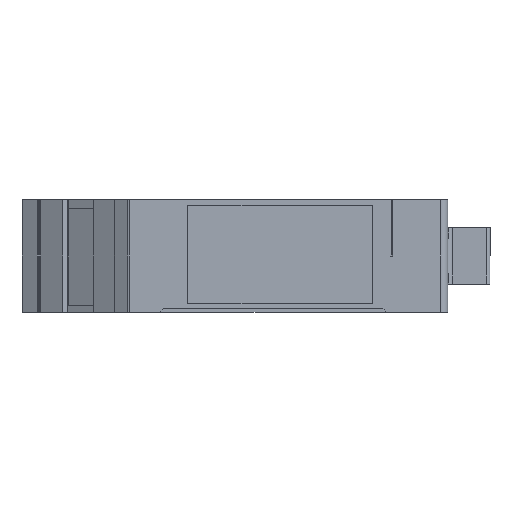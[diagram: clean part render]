
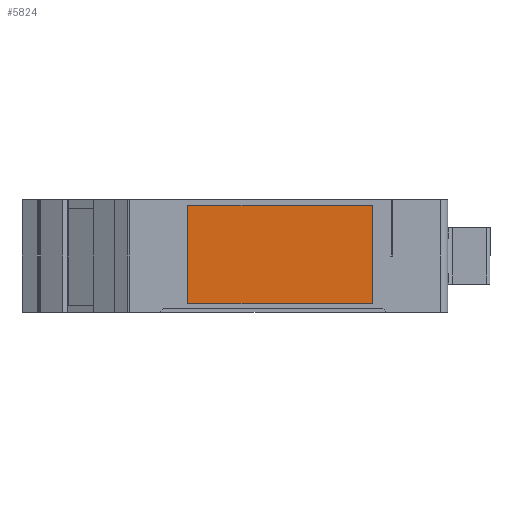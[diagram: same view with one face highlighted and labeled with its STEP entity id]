
A CAD part, left-side view. The second image highlights one B-rep face of the part: STEP entity #5824.
In plain terms, the highlighted planar face has unit normal (-1, 0, 0).
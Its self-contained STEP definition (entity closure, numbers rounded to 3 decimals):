
#382 = CARTESIAN_POINT ( 'NONE',  ( -58.017, 19.535, 13.545 ) ) ;
#582 = CARTESIAN_POINT ( 'NONE',  ( -58.017, 23.534, 99.56 ) ) ;
#923 = DIRECTION ( 'NONE',  ( 0., 0., -1. ) ) ;
#927 = CARTESIAN_POINT ( 'NONE',  ( -58.017, 19.535, -0.455 ) ) ;
#1523 = DIRECTION ( 'NONE',  ( 0., 0., 1. ) ) ;
#1524 = CARTESIAN_POINT ( 'NONE',  ( -58.017, 32.694, 13.545 ) ) ;
#1774 = EDGE_LOOP ( 'NONE', ( #6387, #8178, #3704, #4699 ) ) ;
#1805 = CARTESIAN_POINT ( 'NONE',  ( -58.017, 19.535, -0.355 ) ) ;
#1923 = LINE ( 'NONE', #6467, #9000 ) ;
#2042 = VECTOR ( 'NONE', #3680, 1000. ) ;
#2432 = DIRECTION ( 'NONE',  ( 0., -1., 0. ) ) ;
#2511 = VECTOR ( 'NONE', #2432, 1000. ) ;
#2561 = VECTOR ( 'NONE', #5909, 1000. ) ;
#2629 = FACE_OUTER_BOUND ( 'NONE', #1774, .T. ) ;
#2810 = LINE ( 'NONE', #1524, #2511 ) ;
#3557 = EDGE_CURVE ( 'NONE', #7232, #11167, #2810, .T. ) ;
#3680 = DIRECTION ( 'NONE',  ( 0., 0., 1. ) ) ;
#3704 = ORIENTED_EDGE ( 'NONE', *, *, #7953, .T. ) ;
#3811 = EDGE_CURVE ( 'NONE', #11167, #11717, #1923, .T. ) ;
#4699 = ORIENTED_EDGE ( 'NONE', *, *, #3811, .F. ) ;
#4806 = LINE ( 'NONE', #1805, #2042 ) ;
#5824 = ADVANCED_FACE ( 'NONE', ( #2629 ), #10724, .T. ) ;
#5909 = DIRECTION ( 'NONE',  ( 0., -1., 0. ) ) ;
#6197 = CARTESIAN_POINT ( 'NONE',  ( -58.017, -6.665, 13.545 ) ) ;
#6387 = ORIENTED_EDGE ( 'NONE', *, *, #3557, .F. ) ;
#6398 = EDGE_CURVE ( 'NONE', #10119, #7232, #4806, .T. ) ;
#6467 = CARTESIAN_POINT ( 'NONE',  ( -58.017, -6.665, 13.045 ) ) ;
#7042 = DIRECTION ( 'NONE',  ( -1., 0., 0. ) ) ;
#7175 = AXIS2_PLACEMENT_3D ( 'NONE', #582, #7042, #1523 ) ;
#7232 = VERTEX_POINT ( 'NONE', #382 ) ;
#7953 = EDGE_CURVE ( 'NONE', #10119, #11717, #9651, .T. ) ;
#8178 = ORIENTED_EDGE ( 'NONE', *, *, #6398, .F. ) ;
#9000 = VECTOR ( 'NONE', #923, 1000. ) ;
#9490 = CARTESIAN_POINT ( 'NONE',  ( -58.017, -6.665, -0.455 ) ) ;
#9651 = LINE ( 'NONE', #11434, #2561 ) ;
#10119 = VERTEX_POINT ( 'NONE', #927 ) ;
#10724 = PLANE ( 'NONE',  #7175 ) ;
#11167 = VERTEX_POINT ( 'NONE', #6197 ) ;
#11434 = CARTESIAN_POINT ( 'NONE',  ( -58.017, 27.46, -0.455 ) ) ;
#11717 = VERTEX_POINT ( 'NONE', #9490 ) ;
